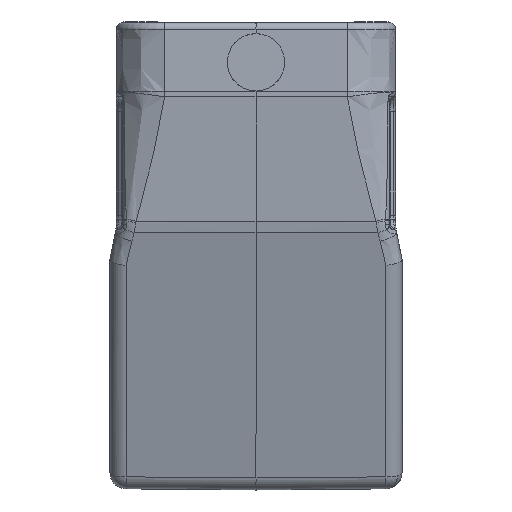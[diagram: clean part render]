
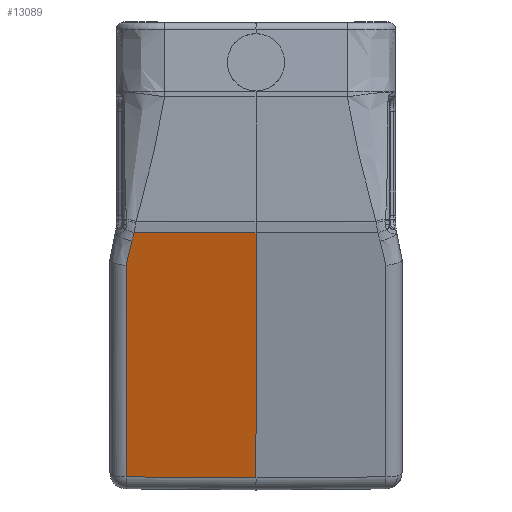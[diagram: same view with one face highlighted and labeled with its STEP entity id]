
A CAD part, left-side view. The second image highlights one B-rep face of the part: STEP entity #13089.
In plain terms, the highlighted planar face has unit normal (-0.966, 0.009, -0.259).
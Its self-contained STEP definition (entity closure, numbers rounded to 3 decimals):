
#722=CARTESIAN_POINT('',(-34.58,0.,
-32.345));
#729=CARTESIAN_POINT('',(-34.05,19.115,-33.678));
#730=CARTESIAN_POINT('',(-34.005,19.167,-33.846));
#731=CARTESIAN_POINT('',(-33.912,19.269,-34.188));
#732=CARTESIAN_POINT('',(-33.775,19.411,-34.694));
#733=CARTESIAN_POINT('',(-33.623,19.558,-35.257));
#734=CARTESIAN_POINT('',(-33.517,19.653,-35.65));
#735=CARTESIAN_POINT('',(-33.406,19.748,-36.061));
#736=CARTESIAN_POINT('',(-33.248,19.872,-36.646));
#737=CARTESIAN_POINT('',(-33.118,19.969,-37.128));
#738=CARTESIAN_POINT('',(-33.046,20.022,-37.395));
#740=DIRECTION('',(0.009,1.,0.002));
#741=VECTOR('',#740,18.768);
#742=CARTESIAN_POINT('',(-34.58,0.,
-32.345));
#743=LINE('',#742,#741);
#744=DIRECTION('',(-0.259,0.,0.966));
#745=VECTOR('',#744,39.136);
#746=CARTESIAN_POINT('',(-24.451,0.,
-70.147));
#747=LINE('',#746,#745);
#748=DIRECTION('',(-0.007,-1.,-0.009));
#749=VECTOR('',#748,20.023);
#750=CARTESIAN_POINT('',(-24.317,20.022,-69.972));
#751=LINE('',#750,#749);
#768=DIRECTION('',(-0.259,0.,0.966));
#769=VECTOR('',#768,33.727);
#770=CARTESIAN_POINT('',(-24.317,20.022,-69.972));
#771=LINE('',#770,#769);
#4849=CARTESIAN_POINT('',(-34.05,19.115,
-33.678));
#4850=CARTESIAN_POINT('',(-34.086,19.076,
-33.547));
#4851=CARTESIAN_POINT('',(-34.161,18.998,
-33.268));
#4852=CARTESIAN_POINT('',(-34.345,18.837,
-32.588));
#4853=CARTESIAN_POINT('',(-34.399,18.786,
-32.388));
#4854=CARTESIAN_POINT('',(-34.418,18.767,
-32.316));
#9039=VERTEX_POINT('',#722);
#10258=CARTESIAN_POINT('',(-24.317,20.022,
-69.972));
#10260=VERTEX_POINT('',#10258);
#10516=VERTEX_POINT('',#729);
#10517=VERTEX_POINT('',#738);
#10518=CARTESIAN_POINT('',(-34.418,18.767,
-32.316));
#10519=VERTEX_POINT('',#10518);
#10541=CARTESIAN_POINT('',(-24.451,0.,
-70.147));
#10542=VERTEX_POINT('',#10541);
#13071=CARTESIAN_POINT('',(-23.955,0.,-72.));
#13072=DIRECTION('',(-0.966,0.009,-0.259));
#13073=DIRECTION('',(-0.259,0.,0.966));
#13074=AXIS2_PLACEMENT_3D('',#13071,#13072,#13073);
#13075=PLANE('',#13074);
#13077=ORIENTED_EDGE('',*,*,#13076,.T.);
#13079=ORIENTED_EDGE('',*,*,#13078,.F.);
#13081=ORIENTED_EDGE('',*,*,#13080,.T.);
#13082=ORIENTED_EDGE('',*,*,#13059,.F.);
#13084=ORIENTED_EDGE('',*,*,#13083,.F.);
#13086=ORIENTED_EDGE('',*,*,#13085,.F.);
#13087=EDGE_LOOP('',(#13077,#13079,#13081,#13082,#13084,#13086));
#13088=FACE_OUTER_BOUND('',#13087,.F.);
#739=B_SPLINE_CURVE_WITH_KNOTS('',3,(#729,#730,#731,#732,#733,#734,#735,#736,
#737,#738),.UNSPECIFIED.,.F.,.F.,(4,1,1,1,1,1,1,4),(0.,0.143,
0.286,0.429,0.571,0.714,
0.857,1.),.UNSPECIFIED.);
#4855=B_SPLINE_CURVE_WITH_KNOTS('',3,(#4849,#4850,#4851,#4852,#4853,#4854),
.UNSPECIFIED.,.F.,.F.,(4,1,1,4),(0.,0.333,0.667,1.),
.UNSPECIFIED.);
#13059=EDGE_CURVE('',#9039,#10519,#743,.T.);
#13076=EDGE_CURVE('',#10260,#10517,#771,.T.);
#13078=EDGE_CURVE('',#10516,#10517,#739,.T.);
#13080=EDGE_CURVE('',#10516,#10519,#4855,.T.);
#13083=EDGE_CURVE('',#10542,#9039,#747,.T.);
#13085=EDGE_CURVE('',#10260,#10542,#751,.T.);
#13089=ADVANCED_FACE('',(#13088),#13075,.T.);
